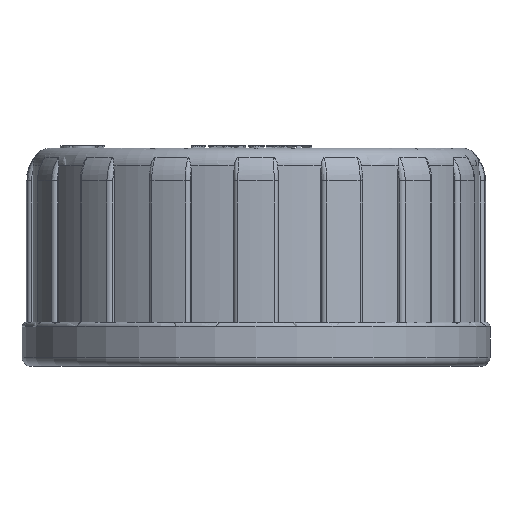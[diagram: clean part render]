
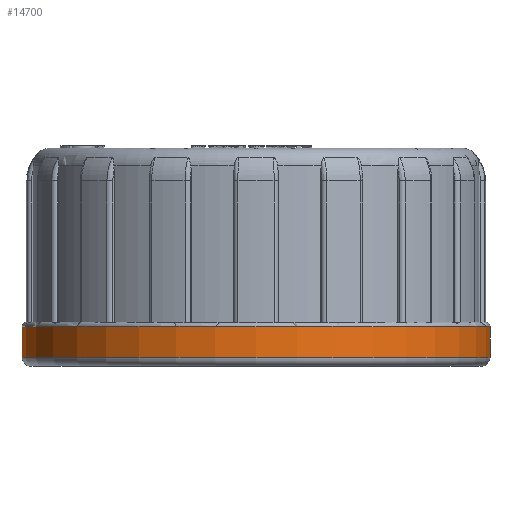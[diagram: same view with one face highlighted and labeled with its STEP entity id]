
A CAD part, front view. The second image highlights one B-rep face of the part: STEP entity #14700.
In plain terms, the highlighted cylindrical face has radius 26.5 mm (diameter 53 mm), a full revolution.
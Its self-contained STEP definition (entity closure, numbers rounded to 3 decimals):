
#797=CIRCLE('',#15523,26.5);
#798=CIRCLE('',#15524,26.5);
#799=CIRCLE('',#15525,26.5);
#800=CIRCLE('',#15526,26.5);
#993=FACE_OUTER_BOUND('',#1811,.T.);
#1811=EDGE_LOOP('',(#10662,#10663,#10664,#10665,#10666,#10667));
#3213=LINE('',#24329,#5059);
#5059=VECTOR('',#16990,26.5);
#6946=VERTEX_POINT('',#24324);
#6947=VERTEX_POINT('',#24325);
#6948=VERTEX_POINT('',#24328);
#6949=VERTEX_POINT('',#24330);
#8422=EDGE_CURVE('',#6946,#6947,#797,.T.);
#8423=EDGE_CURVE('',#6947,#6946,#798,.T.);
#8424=EDGE_CURVE('',#6946,#6948,#3213,.T.);
#8425=EDGE_CURVE('',#6948,#6949,#799,.T.);
#8426=EDGE_CURVE('',#6949,#6948,#800,.T.);
#10662=ORIENTED_EDGE('',*,*,#8422,.T.);
#10663=ORIENTED_EDGE('',*,*,#8423,.T.);
#10664=ORIENTED_EDGE('',*,*,#8424,.T.);
#10665=ORIENTED_EDGE('',*,*,#8425,.T.);
#10666=ORIENTED_EDGE('',*,*,#8426,.T.);
#10667=ORIENTED_EDGE('',*,*,#8424,.F.);
#14610=CYLINDRICAL_SURFACE('',#15522,26.5);
#14700=ADVANCED_FACE('',(#993),#14610,.T.);
#15522=AXIS2_PLACEMENT_3D('',#24323,#16984,#16985);
#15523=AXIS2_PLACEMENT_3D('',#24326,#16986,#16987);
#15524=AXIS2_PLACEMENT_3D('',#24327,#16988,#16989);
#15525=AXIS2_PLACEMENT_3D('',#24331,#16991,#16992);
#15526=AXIS2_PLACEMENT_3D('',#24332,#16993,#16994);
#16984=DIRECTION('center_axis',(0.,0.,1.));
#16985=DIRECTION('ref_axis',(1.,0.,0.));
#16986=DIRECTION('center_axis',(0.,0.,-1.));
#16987=DIRECTION('ref_axis',(-1.,0.,0.));
#16988=DIRECTION('center_axis',(0.,0.,-1.));
#16989=DIRECTION('ref_axis',(-1.,0.,0.));
#16990=DIRECTION('',(0.,0.,-1.));
#16991=DIRECTION('center_axis',(0.,0.,1.));
#16992=DIRECTION('ref_axis',(-1.,0.,0.));
#16993=DIRECTION('center_axis',(0.,0.,1.));
#16994=DIRECTION('ref_axis',(-1.,0.,0.));
#24323=CARTESIAN_POINT('Origin',(0.,0.,0.));
#24324=CARTESIAN_POINT('',(-26.5,0.,4.5));
#24325=CARTESIAN_POINT('',(26.5,0.,4.5));
#24326=CARTESIAN_POINT('Origin',(0.,0.,4.5));
#24327=CARTESIAN_POINT('Origin',(0.,0.,4.5));
#24328=CARTESIAN_POINT('',(-26.5,0.,1.));
#24329=CARTESIAN_POINT('',(-26.5,0.,0.));
#24330=CARTESIAN_POINT('',(26.5,0.,1.));
#24331=CARTESIAN_POINT('Origin',(0.,0.,1.));
#24332=CARTESIAN_POINT('Origin',(0.,0.,1.));
